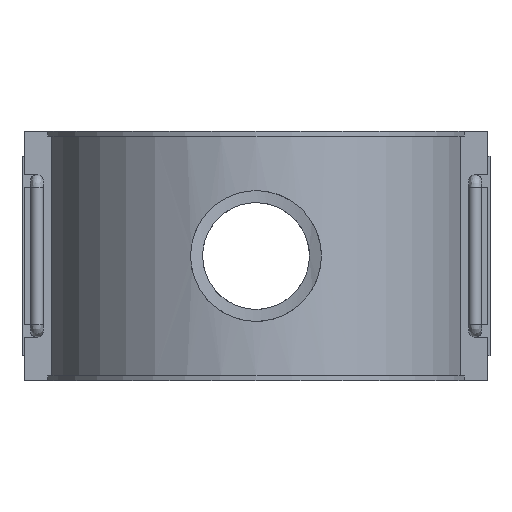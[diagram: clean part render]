
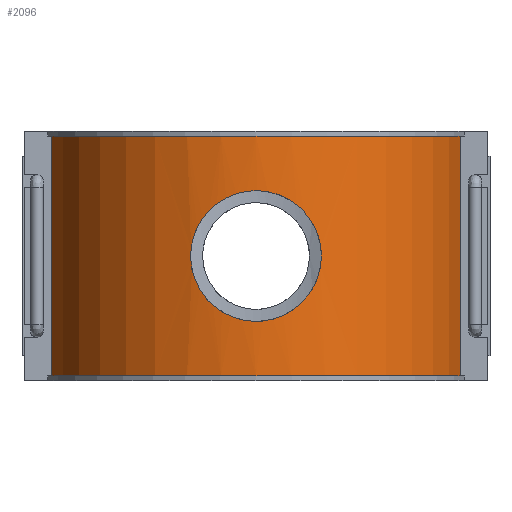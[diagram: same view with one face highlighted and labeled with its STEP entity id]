
A CAD part, front view. The second image highlights one B-rep face of the part: STEP entity #2096.
In plain terms, the highlighted cylindrical face has radius 99 mm (diameter 198 mm), a partial arc.
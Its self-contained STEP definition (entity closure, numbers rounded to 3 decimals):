
#31=LINE('',#3511,#238);
#66=LINE('',#3709,#273);
#238=VECTOR('',#2454,113.28);
#273=VECTOR('',#2531,113.28);
#532=CIRCLE('',#2226,99.);
#540=CIRCLE('',#2240,99.);
#608=FACE_BOUND('',#806,.T.);
#666=FACE_OUTER_BOUND('',#805,.T.);
#805=EDGE_LOOP('',(#1572,#1573,#1574,#1575));
#806=EDGE_LOOP('',(#1576));
#950=B_SPLINE_CURVE_WITH_KNOTS('',3,(#2982,#2983,#2984,#2985,#2986,#2987,
#2988,#2989,#2990,#2991,#2992,#2993,#2994,#2995,#2996,#2997,#2998,#2999,
#3000,#3001,#3002,#3003,#3004,#3005,#3006,#3007,#3008,#3009,#3010,#3011,
#3012,#3013,#3014,#3015,#3016,#3017,#3018,#3019,#3020,#3021,#3022,#3023,
#3024,#3025,#3026,#3027,#3028,#3029,#3030,#3031,#3032,#3033,#3034,#3035,
#3036,#3037,#3038,#3039,#3040,#3041,#3042,#3043,#3044,#3045,#3046,#3047),
 .UNSPECIFIED.,.T.,.F.,(4,2,2,2,2,2,2,2,2,2,2,2,2,2,2,2,2,2,2,2,2,2,2,2,
2,2,2,2,2,2,2,2,4),(0.,0.586,1.172,1.757,
2.343,2.929,3.514,4.1,4.685,
5.271,5.856,6.442,7.027,7.613,
8.199,8.785,9.371,9.956,10.542,
11.128,11.714,12.299,12.885,13.47,
14.056,14.641,15.227,15.812,16.398,
16.984,17.57,18.155,18.741),
 .UNSPECIFIED.);
#967=VERTEX_POINT('',#2981);
#987=VERTEX_POINT('',#3496);
#988=VERTEX_POINT('',#3498);
#992=VERTEX_POINT('',#3510);
#1011=VERTEX_POINT('',#3555);
#1167=EDGE_CURVE('',#967,#967,#950,.T.);
#1191=EDGE_CURVE('',#987,#988,#532,.T.);
#1196=EDGE_CURVE('',#987,#992,#31,.T.);
#1218=EDGE_CURVE('',#1011,#992,#540,.T.);
#1251=EDGE_CURVE('',#988,#1011,#66,.T.);
#1572=ORIENTED_EDGE('',*,*,#1191,.T.);
#1573=ORIENTED_EDGE('',*,*,#1251,.T.);
#1574=ORIENTED_EDGE('',*,*,#1218,.T.);
#1575=ORIENTED_EDGE('',*,*,#1196,.F.);
#1576=ORIENTED_EDGE('',*,*,#1167,.T.);
#2057=CYLINDRICAL_SURFACE('',#2250,99.);
#2096=ADVANCED_FACE('',(#666,#608),#2057,.T.);
#2226=AXIS2_PLACEMENT_3D('',#3500,#2444,#2445);
#2240=AXIS2_PLACEMENT_3D('',#3556,#2491,#2492);
#2250=AXIS2_PLACEMENT_3D('',#3710,#2532,#2533);
#2444=DIRECTION('center_axis',(0.,0.,1.));
#2445=DIRECTION('ref_axis',(1.,0.,0.));
#2454=DIRECTION('',(0.,0.,1.));
#2491=DIRECTION('center_axis',(0.,0.,-1.));
#2492=DIRECTION('ref_axis',(1.,0.,0.));
#2531=DIRECTION('',(0.,0.,1.));
#2532=DIRECTION('center_axis',(0.,0.,1.));
#2533=DIRECTION('ref_axis',(1.,0.,0.));
#2981=CARTESIAN_POINT('',(30.87,-94.064,0.));
#2982=CARTESIAN_POINT('Ctrl Pts',(30.87,-94.064,0.));
#2983=CARTESIAN_POINT('Ctrl Pts',(30.87,-94.064,-1.953));
#2984=CARTESIAN_POINT('Ctrl Pts',(30.682,-94.127,-3.967));
#2985=CARTESIAN_POINT('Ctrl Pts',(29.894,-94.38,-7.966));
#2986=CARTESIAN_POINT('Ctrl Pts',(29.295,-94.57,-9.95));
#2987=CARTESIAN_POINT('Ctrl Pts',(27.716,-95.045,-13.749));
#2988=CARTESIAN_POINT('Ctrl Pts',(26.735,-95.329,-15.566));
#2989=CARTESIAN_POINT('Ctrl Pts',(24.473,-95.935,-18.925));
#2990=CARTESIAN_POINT('Ctrl Pts',(23.192,-96.255,-20.465));
#2991=CARTESIAN_POINT('Ctrl Pts',(20.466,-96.872,-23.191));
#2992=CARTESIAN_POINT('Ctrl Pts',(18.925,-97.189,-24.472));
#2993=CARTESIAN_POINT('Ctrl Pts',(15.567,-97.783,-26.734));
#2994=CARTESIAN_POINT('Ctrl Pts',(13.749,-98.059,-27.716));
#2995=CARTESIAN_POINT('Ctrl Pts',(9.95,-98.517,-29.295));
#2996=CARTESIAN_POINT('Ctrl Pts',(7.965,-98.699,-29.894));
#2997=CARTESIAN_POINT('Ctrl Pts',(3.966,-98.941,-30.682));
#2998=CARTESIAN_POINT('Ctrl Pts',(1.952,-99.,-30.87));
#2999=CARTESIAN_POINT('Ctrl Pts',(-1.952,-99.,-30.87));
#3000=CARTESIAN_POINT('Ctrl Pts',(-3.966,-98.941,-30.682));
#3001=CARTESIAN_POINT('Ctrl Pts',(-7.965,-98.699,-29.894));
#3002=CARTESIAN_POINT('Ctrl Pts',(-9.95,-98.517,-29.295));
#3003=CARTESIAN_POINT('Ctrl Pts',(-13.749,-98.059,-27.716));
#3004=CARTESIAN_POINT('Ctrl Pts',(-15.567,-97.783,-26.734));
#3005=CARTESIAN_POINT('Ctrl Pts',(-18.925,-97.189,-24.472));
#3006=CARTESIAN_POINT('Ctrl Pts',(-20.466,-96.872,-23.191));
#3007=CARTESIAN_POINT('Ctrl Pts',(-23.192,-96.255,-20.465));
#3008=CARTESIAN_POINT('Ctrl Pts',(-24.473,-95.935,-18.925));
#3009=CARTESIAN_POINT('Ctrl Pts',(-26.735,-95.329,-15.566));
#3010=CARTESIAN_POINT('Ctrl Pts',(-27.716,-95.045,-13.749));
#3011=CARTESIAN_POINT('Ctrl Pts',(-29.295,-94.57,-9.95));
#3012=CARTESIAN_POINT('Ctrl Pts',(-29.894,-94.38,-7.966));
#3013=CARTESIAN_POINT('Ctrl Pts',(-30.682,-94.127,-3.967));
#3014=CARTESIAN_POINT('Ctrl Pts',(-30.87,-94.064,-1.953));
#3015=CARTESIAN_POINT('Ctrl Pts',(-30.87,-94.064,1.953));
#3016=CARTESIAN_POINT('Ctrl Pts',(-30.682,-94.127,3.967));
#3017=CARTESIAN_POINT('Ctrl Pts',(-29.894,-94.38,7.966));
#3018=CARTESIAN_POINT('Ctrl Pts',(-29.295,-94.57,9.95));
#3019=CARTESIAN_POINT('Ctrl Pts',(-27.716,-95.045,13.749));
#3020=CARTESIAN_POINT('Ctrl Pts',(-26.735,-95.329,15.566));
#3021=CARTESIAN_POINT('Ctrl Pts',(-24.473,-95.935,18.925));
#3022=CARTESIAN_POINT('Ctrl Pts',(-23.192,-96.255,20.465));
#3023=CARTESIAN_POINT('Ctrl Pts',(-20.466,-96.872,23.191));
#3024=CARTESIAN_POINT('Ctrl Pts',(-18.925,-97.189,24.472));
#3025=CARTESIAN_POINT('Ctrl Pts',(-15.567,-97.783,26.734));
#3026=CARTESIAN_POINT('Ctrl Pts',(-13.749,-98.059,27.716));
#3027=CARTESIAN_POINT('Ctrl Pts',(-9.95,-98.517,29.295));
#3028=CARTESIAN_POINT('Ctrl Pts',(-7.965,-98.699,29.894));
#3029=CARTESIAN_POINT('Ctrl Pts',(-3.966,-98.941,30.682));
#3030=CARTESIAN_POINT('Ctrl Pts',(-1.952,-99.,30.87));
#3031=CARTESIAN_POINT('Ctrl Pts',(1.952,-99.,30.87));
#3032=CARTESIAN_POINT('Ctrl Pts',(3.966,-98.941,30.682));
#3033=CARTESIAN_POINT('Ctrl Pts',(7.965,-98.699,29.894));
#3034=CARTESIAN_POINT('Ctrl Pts',(9.95,-98.517,29.295));
#3035=CARTESIAN_POINT('Ctrl Pts',(13.749,-98.059,27.716));
#3036=CARTESIAN_POINT('Ctrl Pts',(15.567,-97.783,26.734));
#3037=CARTESIAN_POINT('Ctrl Pts',(18.925,-97.189,24.472));
#3038=CARTESIAN_POINT('Ctrl Pts',(20.466,-96.872,23.191));
#3039=CARTESIAN_POINT('Ctrl Pts',(23.192,-96.255,20.465));
#3040=CARTESIAN_POINT('Ctrl Pts',(24.473,-95.935,18.925));
#3041=CARTESIAN_POINT('Ctrl Pts',(26.735,-95.329,15.566));
#3042=CARTESIAN_POINT('Ctrl Pts',(27.716,-95.045,13.749));
#3043=CARTESIAN_POINT('Ctrl Pts',(29.295,-94.57,9.95));
#3044=CARTESIAN_POINT('Ctrl Pts',(29.894,-94.38,7.966));
#3045=CARTESIAN_POINT('Ctrl Pts',(30.682,-94.127,3.967));
#3046=CARTESIAN_POINT('Ctrl Pts',(30.87,-94.064,1.953));
#3047=CARTESIAN_POINT('Ctrl Pts',(30.87,-94.064,0.));
#3496=CARTESIAN_POINT('',(-96.409,-22.5,-56.64));
#3498=CARTESIAN_POINT('',(96.409,-22.5,-56.64));
#3500=CARTESIAN_POINT('Origin',(0.,0.,-56.64));
#3510=CARTESIAN_POINT('',(-96.409,-22.5,56.64));
#3511=CARTESIAN_POINT('',(-96.409,-22.5,0.));
#3555=CARTESIAN_POINT('',(96.409,-22.5,56.64));
#3556=CARTESIAN_POINT('Origin',(0.,0.,56.64));
#3709=CARTESIAN_POINT('',(96.409,-22.5,0.));
#3710=CARTESIAN_POINT('Origin',(0.,0.,0.));
